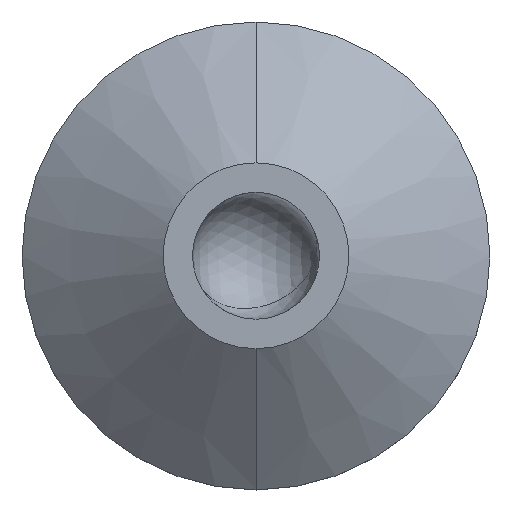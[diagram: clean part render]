
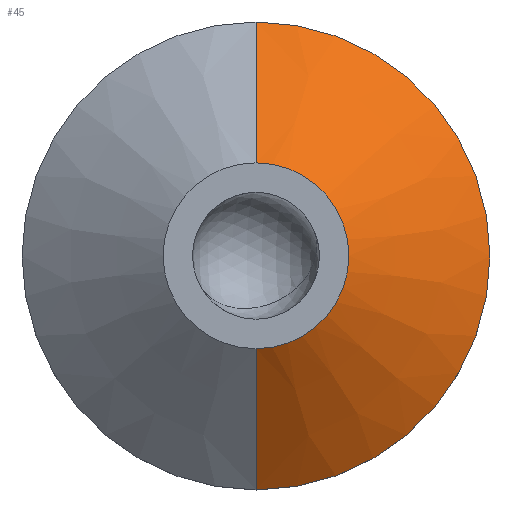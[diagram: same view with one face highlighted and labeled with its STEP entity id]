
A CAD part, top view. The second image highlights one B-rep face of the part: STEP entity #45.
In plain terms, the highlighted conical face has half-angle 52.595 degrees and reference radius 29.5 mm.
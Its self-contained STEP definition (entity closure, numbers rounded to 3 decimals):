
#45=ADVANCED_FACE('',(#91),#92,.T.);
#91=FACE_OUTER_BOUND('',#136,.T.);
#92=CONICAL_SURFACE('',#137,29.5,0.918);
#136=EDGE_LOOP('',(#197,#198,#199,#200));
#137=AXIS2_PLACEMENT_3D('',#201,#202,#203);
#197=ORIENTED_EDGE('',*,*,#283,.T.);
#198=ORIENTED_EDGE('',*,*,#284,.T.);
#199=ORIENTED_EDGE('',*,*,#278,.F.);
#200=ORIENTED_EDGE('',*,*,#285,.F.);
#201=CARTESIAN_POINT('',(0.0,0.,5.));
#202=DIRECTION('',(0.0,0.,-1.0));
#203=DIRECTION('',(0.0,1.0,0.));
#278=EDGE_CURVE('',#326,#327,#328,.T.);
#283=EDGE_CURVE('',#335,#336,#337,.T.);
#284=EDGE_CURVE('',#336,#327,#338,.T.);
#285=EDGE_CURVE('',#335,#326,#339,.T.);
#326=VERTEX_POINT('',#382);
#327=VERTEX_POINT('',#383);
#328=CIRCLE('',#384,29.5);
#335=VERTEX_POINT('',#393);
#336=VERTEX_POINT('',#394);
#337=CIRCLE('',#395,11.715);
#338=LINE('',#396,#397);
#339=LINE('',#398,#399);
#382=CARTESIAN_POINT('',(0.0,29.5,5.));
#383=CARTESIAN_POINT('',(0.,-29.5,5.));
#384=AXIS2_PLACEMENT_3D('',#453,#454,#455);
#393=CARTESIAN_POINT('',(0.0,11.715,18.6));
#394=CARTESIAN_POINT('',(0.,-11.715,18.6));
#395=AXIS2_PLACEMENT_3D('',#461,#462,#463);
#396=CARTESIAN_POINT('',(0.,-29.5,5.));
#397=VECTOR('',#464,1000.0);
#398=CARTESIAN_POINT('',(0.0,29.5,5.));
#399=VECTOR('',#465,1000.0);
#453=CARTESIAN_POINT('',(0.0,0.,5.));
#454=DIRECTION('',(0.0,0.,-1.0));
#455=DIRECTION('',(0.0,1.0,0.));
#461=CARTESIAN_POINT('',(0.0,0.,18.6));
#462=DIRECTION('',(0.0,0.,-1.0));
#463=DIRECTION('',(0.0,1.0,0.));
#464=DIRECTION('',(0.,-0.794,-0.607));
#465=DIRECTION('',(0.0,0.794,-0.607));
